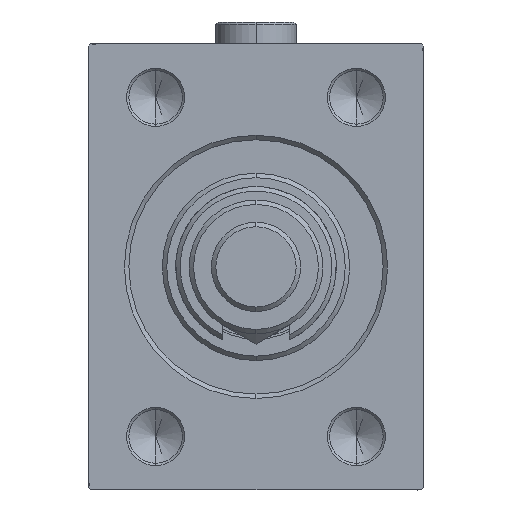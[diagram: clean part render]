
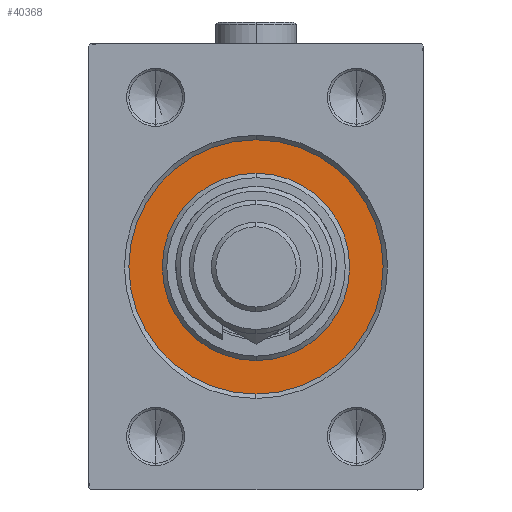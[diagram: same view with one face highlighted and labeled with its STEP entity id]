
A CAD part, left-side view. The second image highlights one B-rep face of the part: STEP entity #40368.
In plain terms, the highlighted face is planar.
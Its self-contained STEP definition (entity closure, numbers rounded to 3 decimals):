
#2463 = EDGE_LOOP ( 'NONE', ( #30451, #36629 ) ) ;
#3680 = DIRECTION ( 'NONE',  ( 0., 0., 1. ) ) ;
#4444 = CIRCLE ( 'NONE', #31825, 28.5 ) ;
#6703 = CARTESIAN_POINT ( 'NONE',  ( 0., 0., 0. ) ) ;
#8683 = EDGE_CURVE ( 'NONE', #13611, #11385, #33553, .T. ) ;
#8703 = DIRECTION ( 'NONE',  ( 0., 0., 1. ) ) ;
#8946 = PLANE ( 'NONE',  #16149 ) ;
#9908 = DIRECTION ( 'NONE',  ( 1., 0., 0. ) ) ;
#10066 = AXIS2_PLACEMENT_3D ( 'NONE', #43533, #9908, #28536 ) ;
#10619 = DIRECTION ( 'NONE',  ( -1., 0., 0. ) ) ;
#10839 = EDGE_CURVE ( 'NONE', #11777, #48163, #23336, .T. ) ;
#11048 = AXIS2_PLACEMENT_3D ( 'NONE', #17954, #24809, #14284 ) ;
#11385 = VERTEX_POINT ( 'NONE', #37330 ) ;
#11777 = VERTEX_POINT ( 'NONE', #41215 ) ;
#12767 = EDGE_CURVE ( 'NONE', #48163, #11777, #4444, .T. ) ;
#13611 = VERTEX_POINT ( 'NONE', #45583 ) ;
#14284 = DIRECTION ( 'NONE',  ( 0., 0., -1. ) ) ;
#16149 = AXIS2_PLACEMENT_3D ( 'NONE', #39111, #24612, #8703 ) ;
#16285 = AXIS2_PLACEMENT_3D ( 'NONE', #44419, #40489, #3680 ) ;
#17954 = CARTESIAN_POINT ( 'NONE',  ( 0., 0., 0. ) ) ;
#23336 = CIRCLE ( 'NONE', #16285, 28.5 ) ;
#24612 = DIRECTION ( 'NONE',  ( -1., 0., 0. ) ) ;
#24809 = DIRECTION ( 'NONE',  ( 1., 0., 0. ) ) ;
#26599 = EDGE_CURVE ( 'NONE', #11385, #13611, #43985, .T. ) ;
#28286 = FACE_BOUND ( 'NONE', #29673, .T. ) ;
#28536 = DIRECTION ( 'NONE',  ( 0., 0., -1. ) ) ;
#29673 = EDGE_LOOP ( 'NONE', ( #32877, #36320 ) ) ;
#30451 = ORIENTED_EDGE ( 'NONE', *, *, #10839, .F. ) ;
#31825 = AXIS2_PLACEMENT_3D ( 'NONE', #6703, #10619, #37100 ) ;
#32225 = CARTESIAN_POINT ( 'NONE',  ( 0., 0., 28.5 ) ) ;
#32877 = ORIENTED_EDGE ( 'NONE', *, *, #26599, .F. ) ;
#33553 = CIRCLE ( 'NONE', #10066, 21. ) ;
#36320 = ORIENTED_EDGE ( 'NONE', *, *, #8683, .F. ) ;
#36629 = ORIENTED_EDGE ( 'NONE', *, *, #12767, .F. ) ;
#37100 = DIRECTION ( 'NONE',  ( 0., 0., 1. ) ) ;
#37330 = CARTESIAN_POINT ( 'NONE',  ( 0., 0., 21. ) ) ;
#39111 = CARTESIAN_POINT ( 'NONE',  ( 0., 0., 0. ) ) ;
#40368 = ADVANCED_FACE ( 'NONE', ( #28286, #42319 ), #8946, .F. ) ;
#40489 = DIRECTION ( 'NONE',  ( -1., 0., 0. ) ) ;
#41215 = CARTESIAN_POINT ( 'NONE',  ( 0., 0., -28.5 ) ) ;
#42319 = FACE_OUTER_BOUND ( 'NONE', #2463, .T. ) ;
#43533 = CARTESIAN_POINT ( 'NONE',  ( 0., 0., 0. ) ) ;
#43985 = CIRCLE ( 'NONE', #11048, 21. ) ;
#44419 = CARTESIAN_POINT ( 'NONE',  ( 0., 0., 0. ) ) ;
#45583 = CARTESIAN_POINT ( 'NONE',  ( 0., 0., -21. ) ) ;
#48163 = VERTEX_POINT ( 'NONE', #32225 ) ;
